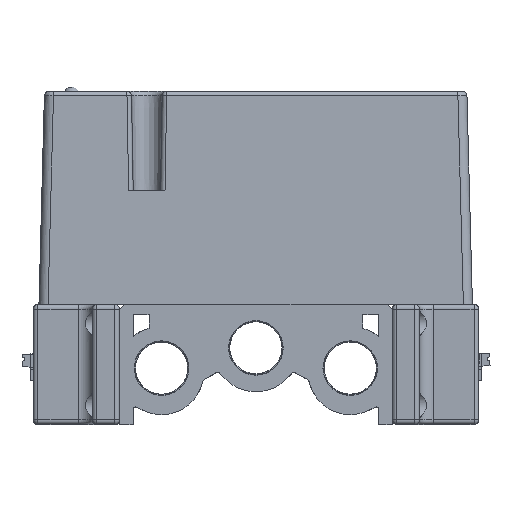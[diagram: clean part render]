
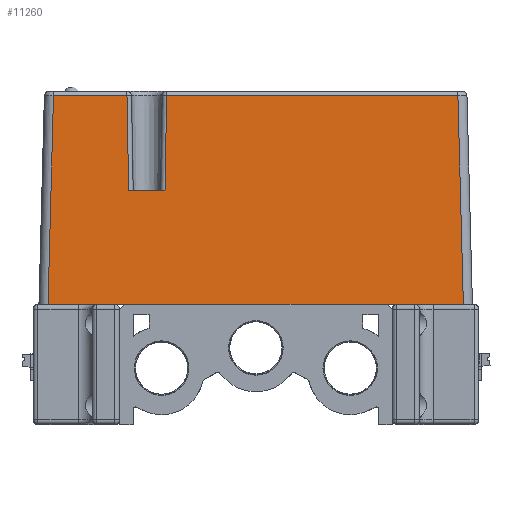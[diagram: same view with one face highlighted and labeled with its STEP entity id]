
A CAD part, front view. The second image highlights one B-rep face of the part: STEP entity #11260.
In plain terms, the highlighted planar face has unit normal (0, -1, 0.026).
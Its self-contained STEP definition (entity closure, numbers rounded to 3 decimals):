
#2765=FACE_OUTER_BOUND('',#23683,.T.);
#11260=ADVANCED_FACE('',(#2765),#17133,.T.);
#17133=PLANE('',#126256);
#23683=EDGE_LOOP('',(#40807,#40808,#40809,#40810,#40811,#40812,#40813,#40814,
#40815,#40816));
#40807=ORIENTED_EDGE('',*,*,#83678,.T.);
#40808=ORIENTED_EDGE('',*,*,#83679,.T.);
#40809=ORIENTED_EDGE('',*,*,#83680,.F.);
#40810=ORIENTED_EDGE('',*,*,#83681,.T.);
#40811=ORIENTED_EDGE('',*,*,#83682,.T.);
#40812=ORIENTED_EDGE('',*,*,#83683,.T.);
#40813=ORIENTED_EDGE('',*,*,#83684,.T.);
#40814=ORIENTED_EDGE('',*,*,#83236,.T.);
#40815=ORIENTED_EDGE('',*,*,#79207,.T.);
#40816=ORIENTED_EDGE('',*,*,#83685,.T.);
#67335=VERTEX_POINT('',#168760);
#67336=VERTEX_POINT('',#168762);
#69985=VERTEX_POINT('',#178508);
#70393=VERTEX_POINT('',#179405);
#70394=VERTEX_POINT('',#179406);
#70395=VERTEX_POINT('',#179408);
#70396=VERTEX_POINT('',#179410);
#70397=VERTEX_POINT('',#179412);
#70398=VERTEX_POINT('',#179414);
#70399=VERTEX_POINT('',#179416);
#79207=EDGE_CURVE('',#67336,#67335,#96756,.T.);
#83236=EDGE_CURVE('',#69985,#67336,#99976,.T.);
#83678=EDGE_CURVE('',#70393,#70394,#100308,.T.);
#83679=EDGE_CURVE('',#70394,#70395,#100309,.T.);
#83680=EDGE_CURVE('',#70396,#70395,#100310,.T.);
#83681=EDGE_CURVE('',#70396,#70397,#100311,.T.);
#83682=EDGE_CURVE('',#70397,#70398,#100312,.T.);
#83683=EDGE_CURVE('',#70398,#70399,#100313,.T.);
#83684=EDGE_CURVE('',#70399,#69985,#100314,.T.);
#83685=EDGE_CURVE('',#67335,#70393,#100315,.T.);
#96756=LINE('',#168761,#110202);
#99976=LINE('',#178507,#113422);
#100308=LINE('',#179404,#113754);
#100309=LINE('',#179407,#113755);
#100310=LINE('',#179409,#113756);
#100311=LINE('',#179411,#113757);
#100312=LINE('',#179413,#113758);
#100313=LINE('',#179415,#113759);
#100314=LINE('',#179417,#113760);
#100315=LINE('',#179418,#113761);
#110202=VECTOR('',#133812,1.);
#113422=VECTOR('',#141186,1.);
#113754=VECTOR('',#141832,1.);
#113755=VECTOR('',#141833,1.);
#113756=VECTOR('',#141834,1.);
#113757=VECTOR('',#141835,1.);
#113758=VECTOR('',#141836,1.);
#113759=VECTOR('',#141837,1.);
#113760=VECTOR('',#141838,1.);
#113761=VECTOR('',#141839,1.);
#126256=AXIS2_PLACEMENT_3D('',#179419,#141840,#141841);
#133812=DIRECTION('',(1.,0.,0.));
#141186=DIRECTION('',(1.,0.,0.));
#141832=DIRECTION('',(-1.,0.,0.));
#141833=DIRECTION('',(-0.017,-0.026,-1.));
#141834=DIRECTION('',(1.,0.,0.));
#141835=DIRECTION('',(-0.017,0.026,1.));
#141836=DIRECTION('',(-1.,0.,0.));
#141837=DIRECTION('',(-0.026,-0.026,-0.999));
#141838=DIRECTION('',(1.,0.,0.));
#141839=DIRECTION('',(-0.026,0.026,0.999));
#141840=DIRECTION('',(0.,-1.,0.026));
#141841=DIRECTION('',(0.,-0.026,-1.));
#168760=CARTESIAN_POINT('',(745.686,-1316.826,-0.1));
#168761=CARTESIAN_POINT('',(730.05,-1316.826,-0.1));
#168762=CARTESIAN_POINT('',(731.05,-1316.826,-0.1));
#178507=CARTESIAN_POINT('',(730.05,-1316.826,-0.1));
#178508=CARTESIAN_POINT('',(669.05,-1316.826,-0.1));
#179404=CARTESIAN_POINT('',(679.05,-1315.624,45.826));
#179405=CARTESIAN_POINT('',(744.484,-1315.624,45.826));
#179406=CARTESIAN_POINT('',(680.415,-1315.624,45.826));
#179407=CARTESIAN_POINT('',(680.049,-1316.172,24.883));
#179408=CARTESIAN_POINT('',(680.05,-1316.172,24.9));
#179409=CARTESIAN_POINT('',(676.05,-1316.172,24.9));
#179410=CARTESIAN_POINT('',(672.05,-1316.172,24.9));
#179411=CARTESIAN_POINT('',(671.685,-1315.624,45.809));
#179412=CARTESIAN_POINT('',(671.685,-1315.624,45.826));
#179413=CARTESIAN_POINT('',(655.542,-1315.624,45.826));
#179414=CARTESIAN_POINT('',(655.516,-1315.624,45.826));
#179415=CARTESIAN_POINT('',(654.345,-1316.795,1.095));
#179416=CARTESIAN_POINT('',(654.314,-1316.826,-0.1));
#179417=CARTESIAN_POINT('',(730.05,-1316.826,-0.1));
#179418=CARTESIAN_POINT('',(745.655,-1316.795,1.095));
#179419=CARTESIAN_POINT('',(700.,-1316.826,-0.1));
